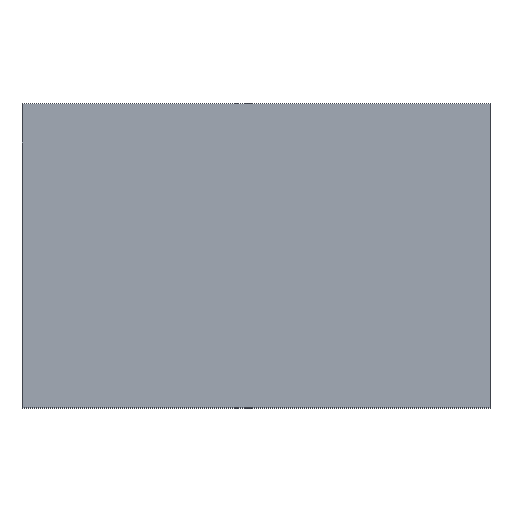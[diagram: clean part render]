
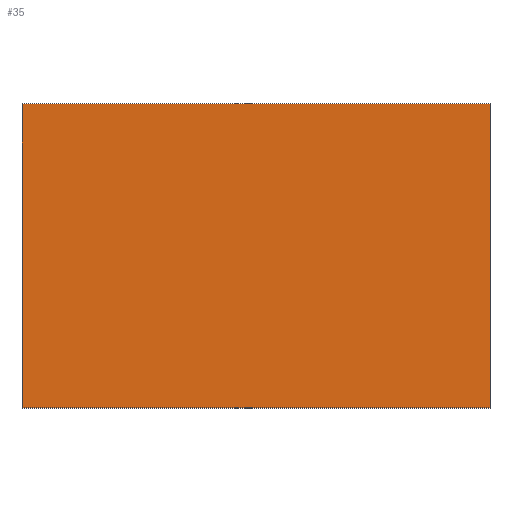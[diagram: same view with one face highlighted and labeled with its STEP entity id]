
A CAD part, top view. The second image highlights one B-rep face of the part: STEP entity #35.
In plain terms, the highlighted planar face has unit normal (0, 0, 1).
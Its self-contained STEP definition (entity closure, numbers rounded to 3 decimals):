
#35=ADVANCED_FACE('',(#53),#257,.T.);
#53=FACE_OUTER_BOUND('',#71,.T.);
#71=EDGE_LOOP('',(#140,#141,#142,#143));
#140=ORIENTED_EDGE('',*,*,#170,.T.);
#141=ORIENTED_EDGE('',*,*,#174,.T.);
#142=ORIENTED_EDGE('',*,*,#177,.T.);
#143=ORIENTED_EDGE('',*,*,#179,.T.);
#170=EDGE_CURVE('',#235,#234,#206,.T.);
#174=EDGE_CURVE('',#234,#237,#210,.T.);
#177=EDGE_CURVE('',#237,#239,#213,.T.);
#179=EDGE_CURVE('',#239,#235,#215,.T.);
#206=B_SPLINE_CURVE_WITH_KNOTS('',1,(#482,#483),.UNSPECIFIED.,.F.,.F.,(2,
2),(0.,13.4),.UNSPECIFIED.);
#210=B_SPLINE_CURVE_WITH_KNOTS('',1,(#490,#491),.UNSPECIFIED.,.F.,.F.,(2,
2),(13.4,22.1),.UNSPECIFIED.);
#213=B_SPLINE_CURVE_WITH_KNOTS('',1,(#496,#497),.UNSPECIFIED.,.F.,.F.,(2,
2),(22.1,35.5),.UNSPECIFIED.);
#215=B_SPLINE_CURVE_WITH_KNOTS('',1,(#500,#501),.UNSPECIFIED.,.F.,.F.,(2,
2),(35.5,44.2),.UNSPECIFIED.);
#234=VERTEX_POINT('',#472);
#235=VERTEX_POINT('',#473);
#237=VERTEX_POINT('',#475);
#239=VERTEX_POINT('',#477);
#257=PLANE('',#363);
#363=AXIS2_PLACEMENT_3D('',#469,#384,$);
#384=DIRECTION('',(0.,0.,1.));
#469=CARTESIAN_POINT('',(-31.421,69.945,-7.64));
#472=CARTESIAN_POINT('',(-18.021,69.945,-7.64));
#473=CARTESIAN_POINT('',(-31.421,69.945,-7.64));
#475=CARTESIAN_POINT('',(-18.021,78.645,-7.64));
#477=CARTESIAN_POINT('',(-31.421,78.645,-7.64));
#482=CARTESIAN_POINT('',(-31.421,69.945,-7.64));
#483=CARTESIAN_POINT('',(-18.021,69.945,-7.64));
#490=CARTESIAN_POINT('',(-18.021,69.945,-7.64));
#491=CARTESIAN_POINT('',(-18.021,78.645,-7.64));
#496=CARTESIAN_POINT('',(-18.021,78.645,-7.64));
#497=CARTESIAN_POINT('',(-31.421,78.645,-7.64));
#500=CARTESIAN_POINT('',(-31.421,78.645,-7.64));
#501=CARTESIAN_POINT('',(-31.421,69.945,-7.64));
